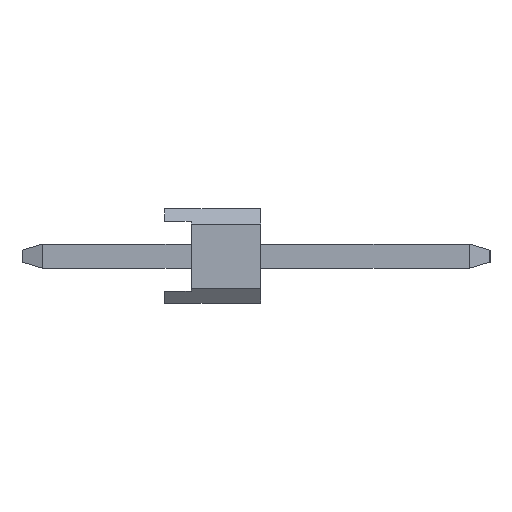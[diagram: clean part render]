
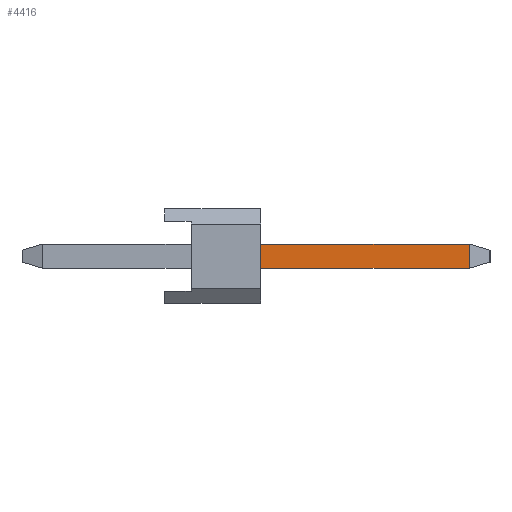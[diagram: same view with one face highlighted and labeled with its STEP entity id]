
A CAD part, left-side view. The second image highlights one B-rep face of the part: STEP entity #4416.
In plain terms, the highlighted planar face has unit normal (-1, 0, 0).
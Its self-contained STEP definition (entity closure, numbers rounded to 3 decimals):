
#4416=ADVANCED_FACE('',(#11588),#11589,.T.);
#6720=EDGE_CURVE('',#7768,#8678,#14165,.T.);
#6842=VERTEX_POINT('',#14297);
#7768=VERTEX_POINT('',#15303);
#8678=VERTEX_POINT('',#16295);
#9308=VERTEX_POINT('',#17004);
#9532=EDGE_CURVE('',#6842,#9308,#17244,.T.);
#9970=EDGE_CURVE('',#8678,#6842,#17716,.T.);
#10482=EDGE_CURVE('',#9308,#7768,#18284,.T.);
#11588=FACE_OUTER_BOUND('',#19815,.T.);
#11589=PLANE('',#19816);
#14165=LINE('',#23513,#23514);
#14297=CARTESIAN_POINT('',(-28.26,-2.54,-0.32));
#15303=CARTESIAN_POINT('',(-28.26,-8.074,0.32));
#16295=CARTESIAN_POINT('',(-28.26,-8.074,-0.32));
#17004=CARTESIAN_POINT('',(-28.26,-2.54,0.32));
#17244=LINE('',#28018,#28019);
#17716=LINE('',#28714,#28715);
#18284=LINE('',#29522,#29523);
#19815=EDGE_LOOP('',(#30703,#30704,#30705,#30706));
#19816=AXIS2_PLACEMENT_3D('',#30707,#30708,#30709);
#23513=CARTESIAN_POINT('',(-28.26,-8.074,0.5));
#23514=VECTOR('',#33592,1.0);
#28018=CARTESIAN_POINT('',(-28.26,-2.54,0.252));
#28019=VECTOR('',#36583,1.0);
#28714=CARTESIAN_POINT('',(-28.26,3.234,-0.32));
#28715=VECTOR('',#36971,1.0);
#29522=CARTESIAN_POINT('',(-28.26,-2.42,0.32));
#29523=VECTOR('',#37561,1.0);
#30703=ORIENTED_EDGE('',*,*,#9532,.F.);
#30704=ORIENTED_EDGE('',*,*,#9970,.F.);
#30705=ORIENTED_EDGE('',*,*,#6720,.F.);
#30706=ORIENTED_EDGE('',*,*,#10482,.F.);
#30707=CARTESIAN_POINT('',(-28.26,3.234,0.5));
#30708=DIRECTION('',(-1.0,0.,0.));
#30709=DIRECTION('',(0.,1.0,0.));
#33592=DIRECTION('',(0.0,0.,-1.0));
#36583=DIRECTION('',(0.,0.,1.0));
#36971=DIRECTION('',(0.,1.0,0.));
#37561=DIRECTION('',(0.,-1.0,0.));
